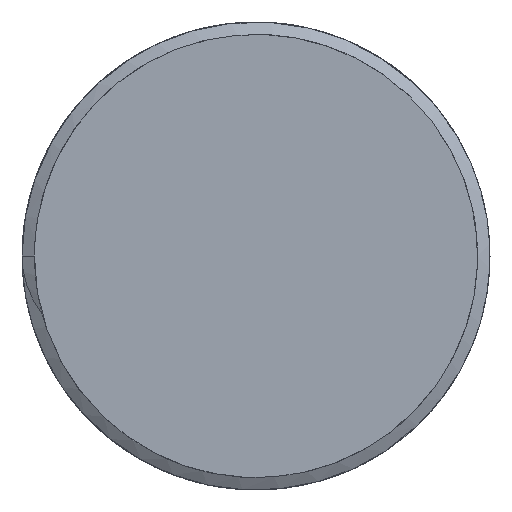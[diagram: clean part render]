
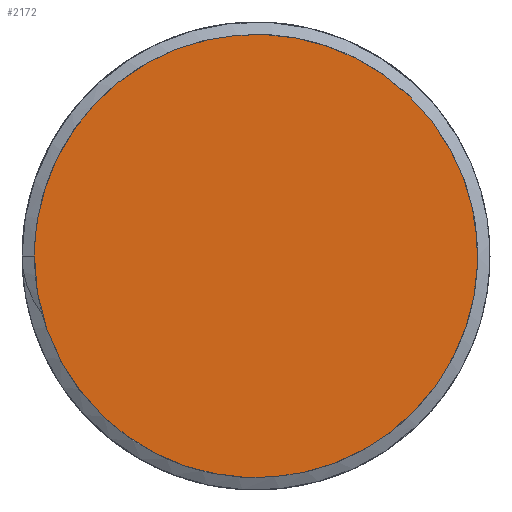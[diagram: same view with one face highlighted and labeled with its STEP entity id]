
A CAD part, left-side view. The second image highlights one B-rep face of the part: STEP entity #2172.
In plain terms, the highlighted free-form (B-spline) face has degree [1, 1] with [2, 2] control points.
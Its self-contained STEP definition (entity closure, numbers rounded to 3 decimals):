
#2151=CARTESIAN_POINT('',(14.,15.29,15.29));
#2152=CARTESIAN_POINT('',(14.,-15.29,15.29));
#2153=CARTESIAN_POINT('',(14.,15.29,-15.29));
#2154=CARTESIAN_POINT('',(14.,-15.29,-15.29));
#2155=B_SPLINE_SURFACE_WITH_KNOTS('',1,1,((#2151,#2152),(#2153,#2154)),.PLANE_SURF.,.F.,.F.,.U.,(2,2),(2,2),(0.,1.),(0.,1.),.UNSPECIFIED.);
#2156=CARTESIAN_POINT('',(14.,13.9,0.));
#2157=VERTEX_POINT('',#2156);
#2158=CARTESIAN_POINT('',(14.,13.9,0.));
#2159=CARTESIAN_POINT('',(14.,13.9,-13.9));
#2160=CARTESIAN_POINT('',(14.,0.,-13.9));
#2161=CARTESIAN_POINT('',(14.,-13.9,-13.9));
#2162=CARTESIAN_POINT('',(14.,-13.9,0.));
#2163=CARTESIAN_POINT('',(14.,-13.9,13.9));
#2164=CARTESIAN_POINT('',(14.,0.,13.9));
#2165=CARTESIAN_POINT('',(14.,13.9,13.9));
#2166=CARTESIAN_POINT('',(14.,13.9,0.));
#2167=(BOUNDED_CURVE()B_SPLINE_CURVE(2,(#2158,#2159,#2160,#2161,#2162,#2163,#2164,#2165,#2166),.CIRCULAR_ARC.,.T.,.U.)B_SPLINE_CURVE_WITH_KNOTS((3,2,2,2,3),(0.,0.25,0.5,0.75,1.),.UNSPECIFIED.)CURVE()GEOMETRIC_REPRESENTATION_ITEM()RATIONAL_B_SPLINE_CURVE((1.,0.707,1.,0.707,1.,0.707,1.,0.707,1.))REPRESENTATION_ITEM(''));
#2168=EDGE_CURVE('',#2157,#2157,#2167,.T.);
#2169=ORIENTED_EDGE('',*,*,#2168,.T.);
#2170=EDGE_LOOP('',(#2169));
#2171=FACE_OUTER_BOUND('',#2170,.T.);
#2172=ADVANCED_FACE('',(#2171),#2155,.T.);
